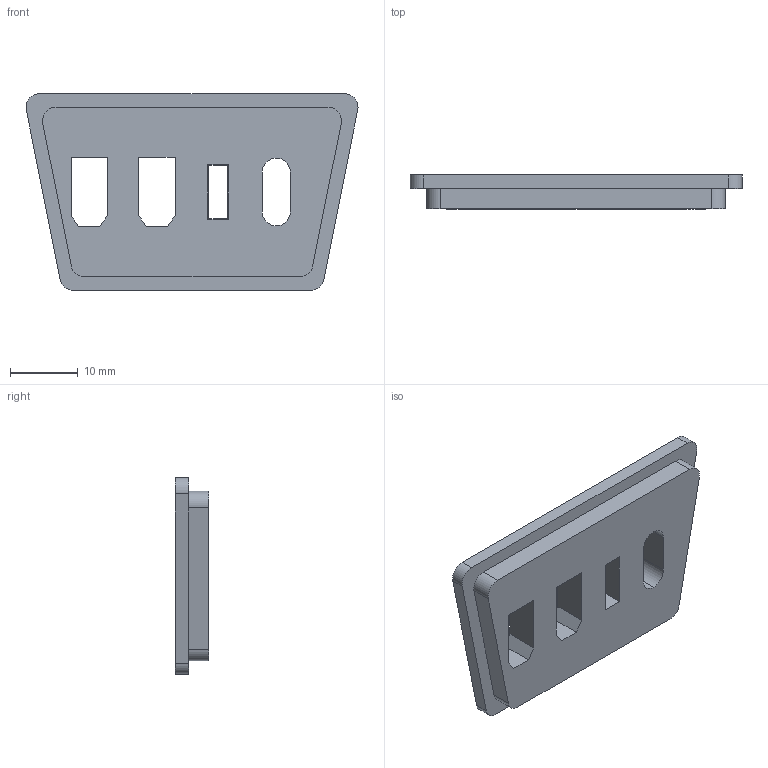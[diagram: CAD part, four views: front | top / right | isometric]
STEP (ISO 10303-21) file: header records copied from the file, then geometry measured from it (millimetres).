
FILE_DESCRIPTION (( 'STEP AP214' ), '1' );
FILE_NAME ('2XT30-USBC-ServoMount.STEP', '2022-07-01T09:07:50', ( '' ), ( '' ), 'SwSTEP 2.0', 'SolidWorks 2020', '' );
FILE_SCHEMA (( 'AUTOMOTIVE_DESIGN' ));
Length unit declared in the file: millimetre
Products named in the file (1): 2XT30-USBC-ServoMount
Bounding box: 49 x 5 x 29 mm (x, y, z)
Volume: 4680.4 mm3; surface area: 3451.3 mm2
Topology: 1 solids, 1 shells, 63 faces, 171 edges, 114 vertices
Faces by surface type: plane 52, cylinder 11
Entity records: 2017 total; most frequent: CARTESIAN_POINT 349, ORIENTED_EDGE 342, DIRECTION 321, EDGE_CURVE 171, LINE 149, VECTOR 149, VERTEX_POINT 114, AXIS2_PLACEMENT_3D 86
